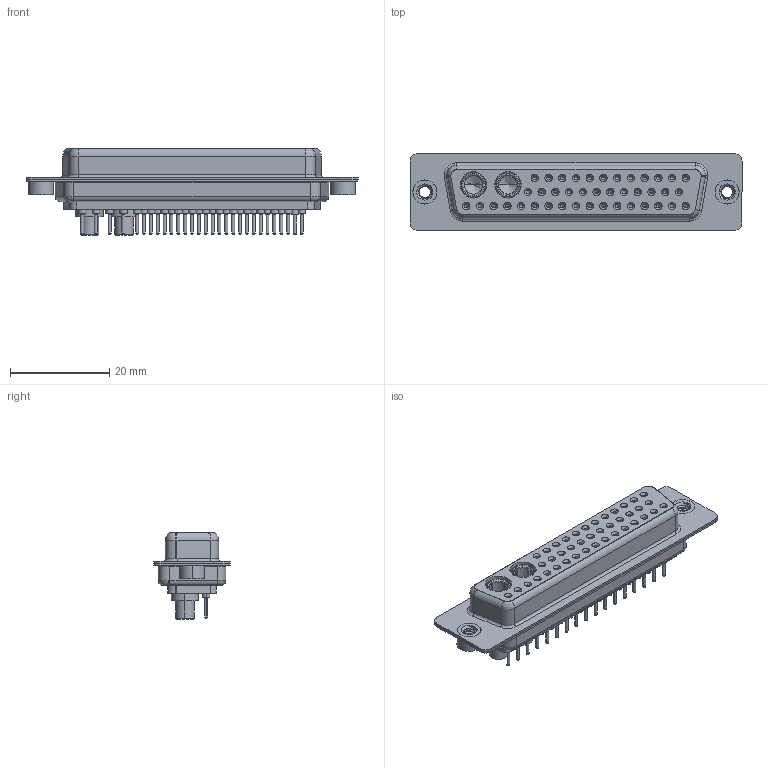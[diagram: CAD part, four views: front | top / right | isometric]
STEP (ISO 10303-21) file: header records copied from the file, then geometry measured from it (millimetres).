
FILE_DESCRIPTION (( 'STEP AP203' ), '1' );
FILE_NAME ('628-43W2624-4T2.STEP', '2019-06-26T21:04:30', ( '' ), ( '' ), 'SwSTEP 2.0', 'SolidWorks 2016', '' );
FILE_SCHEMA (( 'CONFIG_CONTROL_DESIGN' ));
Length unit declared in the file: millimetre
Products named in the file (9): 628Combo Threaded Rivet_2; 628Combo Housing_43W2; 628Combo Contact Row 3_24; 628Combo Contact Row 2_24; 628Combo Shell Rear_50 Contacts; 628Combo Contact Row 1_24; 628Combo Shell Front_50 Contacts; 628-43W2624-4T2; Power Socket_40A S
Assembly tree (48 placements, depth 2):
  628-43W2624-4T2
    628Combo Housing_43W2
    628Combo Shell Front_50 Contacts
    628Combo Shell Rear_50 Contacts
    628Combo Threaded Rivet_2  x2
    628Combo Contact Row 1_24  x12
    628Combo Contact Row 2_24  x12
    628Combo Contact Row 3_24  x17
    Power Socket_40A S  x2
Bounding box: 67 x 15.4 x 17.55 mm (x, y, z)
Volume: 7049.4 mm3; surface area: 14624.1 mm2
Topology: 50 solids, 50 shells, 2684 faces, 6249 edges, 3842 vertices
Faces by surface type: cylinder 962, plane 740, torus 639, cone 333, bspline 10
Entity records: 32170 total; most frequent: CARTESIAN_POINT 6671, DIRECTION 5461, ORIENTED_EDGE 4494, AXIS2_PLACEMENT_3D 2320, EDGE_CURVE 2247, VERTEX_POINT 1427, CIRCLE 1289, EDGE_LOOP 1232
